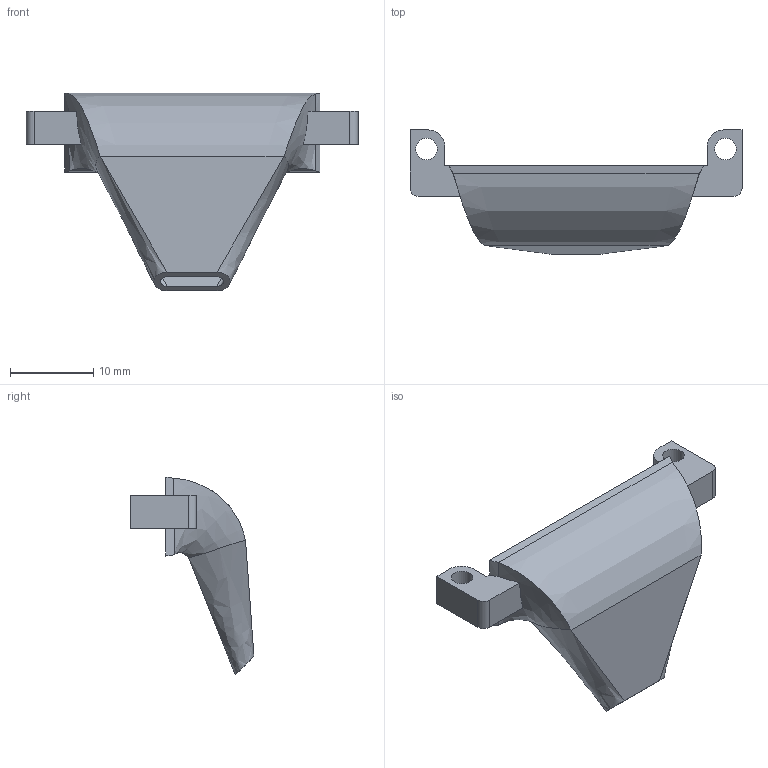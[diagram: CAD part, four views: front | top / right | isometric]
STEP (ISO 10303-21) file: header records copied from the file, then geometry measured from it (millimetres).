
FILE_DESCRIPTION(('FreeCAD Model'),'2;1');
FILE_NAME('Open CASCADE Shape Model','2021-12-23T23:13:18',('Author'),( ''),'Open CASCADE STEP processor 7.5','FreeCAD','Unknown');
FILE_SCHEMA(('AUTOMOTIVE_DESIGN { 1 0 10303 214 1 1 1 1 }'));
Length unit declared in the file: millimetre
Products named in the file (1): blow.pipe.4040.10
Bounding box: 39.99 x 14.93 x 23.84 mm (x, y, z)
Volume: 1046.6 mm3; surface area: 2615.6 mm2
Topology: 1 solids, 1 shells, 50 faces, 128 edges, 80 vertices
Faces by surface type: plane 26, bspline 18, cylinder 6
Full cylindrical faces by diameter (mm): 2.6 x2
Entity records: 4869 total; most frequent: CARTESIAN_POINT 2586, DIRECTION 304, ORIENTED_EDGE 256, PCURVE 256, DEFINITIONAL_REPRESENTATION 256, LINE 208, VECTOR 208, B_SPLINE_CURVE_WITH_KNOTS 152
